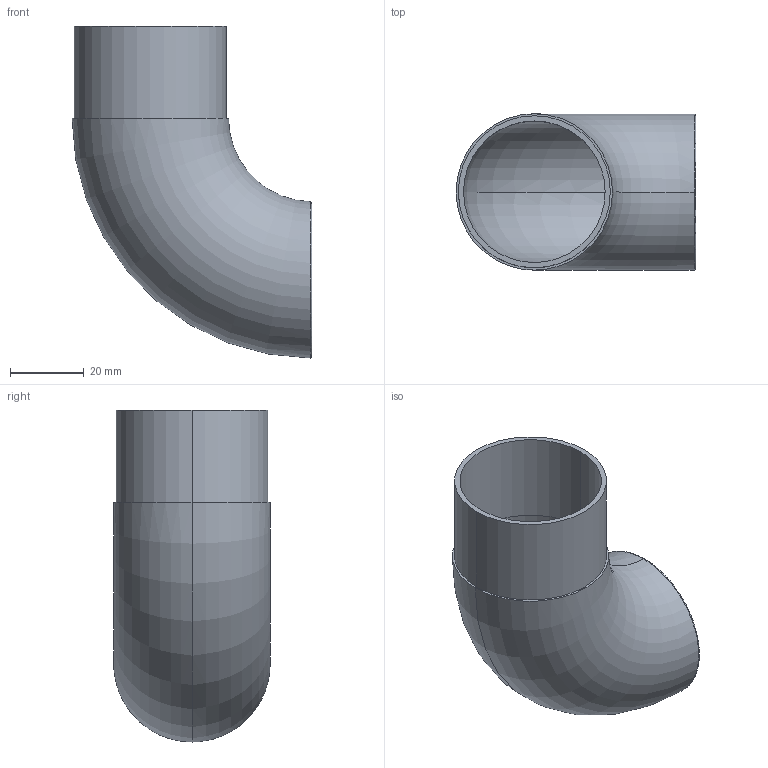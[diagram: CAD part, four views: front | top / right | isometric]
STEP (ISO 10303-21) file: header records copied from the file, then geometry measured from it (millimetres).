
FILE_DESCRIPTION (( 'STEP AP203' ), '1' );
FILE_NAME ('3D_GR1094_42.4x2_188701230.STEP', '2024-10-07T11:55:36', ( '' ), ( '' ), 'SwSTEP 2.0', 'SolidWorks 2024', '' );
FILE_SCHEMA (( 'CONFIG_CONTROL_DESIGN' ));
Length unit declared in the file: millimetre
Products named in the file (1): 3D_GR1094_42.4x2_188701230
Bounding box: 65 x 42.4 x 90 mm (x, y, z)
Volume: 24150.9 mm3; surface area: 26271.9 mm2
Topology: 1 solids, 1 shells, 14 faces, 28 edges, 18 vertices
Faces by surface type: torus 4, cylinder 4, plane 4, bspline 2
Entity records: 1097 total; most frequent: CARTESIAN_POINT 733, DIRECTION 62, ORIENTED_EDGE 56, AXIS2_PLACEMENT_3D 29, EDGE_CURVE 28, VERTEX_POINT 18, CIRCLE 16, EDGE_LOOP 16
